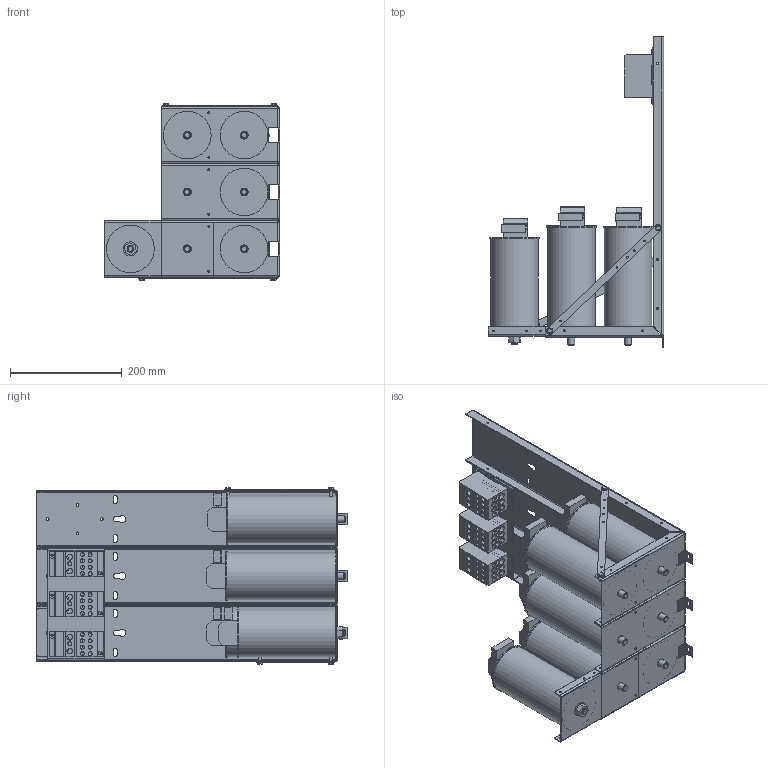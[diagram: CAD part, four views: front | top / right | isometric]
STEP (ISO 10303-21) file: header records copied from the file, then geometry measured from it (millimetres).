
FILE_DESCRIPTION(/* description */ (''),/* implementation_level */ '2;1');
FILE_NAME(/* name */ 'KPCUL066A64.stp',/* time_stamp */ '2020-02-25T11:46:05-06:00',/* author */ ('jnelson'),/* organization */ (''),/* preprocessor_version */ 'ST-DEVELOPER v17',/* originating_system */ 'Autodesk Inventor 2019',/* authorisation */ '');
FILE_SCHEMA (('AUTOMOTIVE_DESIGN { 1 0 10303 214 3 1 1 }'));
Length unit declared in the file: inch
Products named in the file (18): KPCUL066A64; MASTER 600V  ASSEMBLY 7 CAPS x 3 (27930); 27945; 23837; 27943; 27791-A; 25441; 27930; 31157; 27607; 10KVAR; ASC TERM BLOCK; bleeder resistor; 28503; 6KVAR; ASC TERM BLOCK_1; bleeder resistor_1; asc nut 6KV
Assembly tree (30 placements, depth 3):
  KPCUL066A64
    MASTER 600V  ASSEMBLY 7 CAPS x 3 (27930)
      27943  x3
      27791-A  x2
      25441  x4
      27945
      23837
      27930  x3
      31157
    27607  x6
      10KVAR
      ASC TERM BLOCK
      bleeder resistor
    28503
      6KVAR
      ASC TERM BLOCK_1
      bleeder resistor_1
      asc nut 6KV
Bounding box: 313.31 x 553.72 x 315.34 mm (x, y, z)
Volume: 8991290.4 mm3; surface area: 1440547.6 mm2
Topology: 50 solids, 50 shells, 2144 faces, 5866 edges, 3876 vertices
Faces by surface type: plane 1415, cylinder 418, bspline 288, cone 19, torus 4
Full cylindrical faces by diameter (mm): 2.54 x21, 2.946 x6, 3.251 x38, 3.556 x30, 4.597 x4, 4.699 x42, 4.801 x12, 4.826 x6, 6.35 x10, 6.604 x6, 7.087 x12, 7.096 x6, 7.108 x6, 7.42 x3, 8.382 x6, 9.761 x3, 9.781 x3, 9.906 x6, 11.989 x8, 14.224 x8, 23.691 x3, 25.375 x1, 85.09 x14, 89.154 x7
Entity records: 20370 total; most frequent: CARTESIAN_POINT 4522, ORIENTED_EDGE 3168, DIRECTION 2975, EDGE_CURVE 1584, LINE 1049, VECTOR 1049, VERTEX_POINT 1042, AXIS2_PLACEMENT_3D 963
